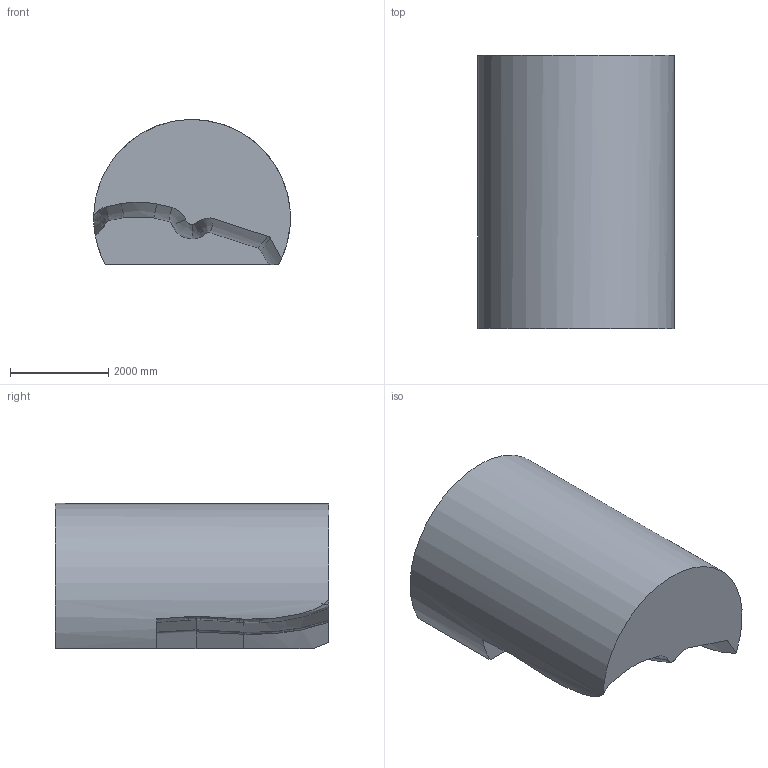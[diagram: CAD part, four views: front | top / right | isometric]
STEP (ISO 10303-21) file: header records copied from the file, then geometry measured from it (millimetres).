
FILE_DESCRIPTION(/* description */ (''),/* implementation_level */ '2;1');
FILE_NAME(/* name */ 'CFD_V1_angle5v_pitch1.82.stp',/* time_stamp */ '2023-12-23T00:12:14+02:00',/* author */ (''),/* organization */ (''),/* preprocessor_version */ 'ST-DEVELOPER v19.3',/* originating_system */ 'SIEMENS PLM Software NX2212.5000',/* authorisation */ '');
FILE_SCHEMA (('AUTOMOTIVE_DESIGN { 1 0 10303 214 3 1 1 1 }'));
Length unit declared in the file: millimetre
Products named in the file (1): voith impeller_sf_objects
Bounding box: 3999.53 x 5550 x 2950 mm (x, y, z)
Volume: 45998439927.4 mm3; surface area: 102303456.3 mm2
Topology: 4 solids, 4 shells, 138 faces, 351 edges, 226 vertices
Faces by surface type: bspline 94, plane 28, revolution 9, cylinder 6, torus 1
Full cylindrical faces by diameter (mm): 210 x1
Entity records: 22377 total; most frequent: CARTESIAN_POINT 19939, ORIENTED_EDGE 670, EDGE_CURVE 335, VERTEX_POINT 222, DIRECTION 201, B_SPLINE_CURVE_WITH_KNOTS 186, EDGE_LOOP 171, ADVANCED_FACE 138
